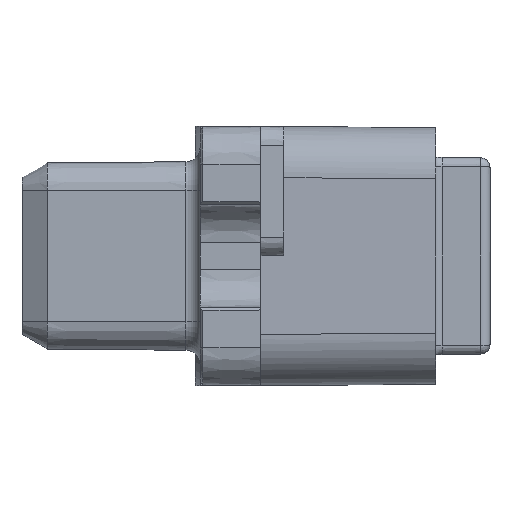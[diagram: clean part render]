
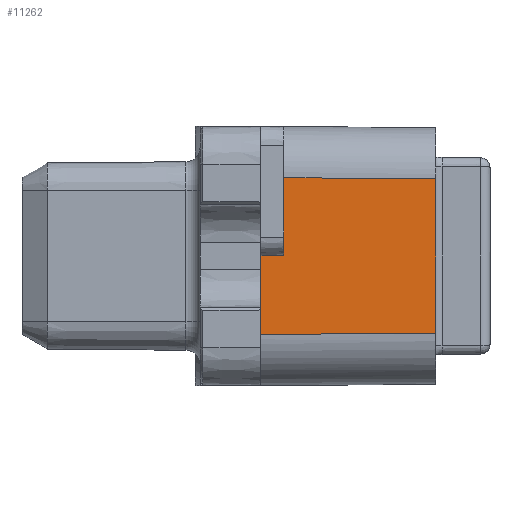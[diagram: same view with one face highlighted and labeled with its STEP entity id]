
A CAD part, left-side view. The second image highlights one B-rep face of the part: STEP entity #11262.
In plain terms, the highlighted planar face has unit normal (-1, -0.009, 0).
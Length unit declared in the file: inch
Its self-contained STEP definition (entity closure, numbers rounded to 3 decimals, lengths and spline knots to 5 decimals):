
#503 = LINE ( 'NONE', #31066, #22421 ) ;
#945 = VERTEX_POINT ( 'NONE', #16852 ) ;
#3077 = VERTEX_POINT ( 'NONE', #8716 ) ;
#4209 = CARTESIAN_POINT ( 'NONE',  ( -1.08419, -0.72913, -0.32006 ) ) ;
#4757 = VECTOR ( 'NONE', #39952, 39.37008 ) ;
#4968 = DIRECTION ( 'NONE',  ( 0., 0., -1. ) ) ;
#5966 = VECTOR ( 'NONE', #14727, 39.37008 ) ;
#7625 = ORIENTED_EDGE ( 'NONE', *, *, #25912, .F. ) ;
#7686 = DIRECTION ( 'NONE',  ( 0., 0., -1. ) ) ;
#8490 = CARTESIAN_POINT ( 'NONE',  ( -1.08969, -0.09843, 0.00344 ) ) ;
#8716 = CARTESIAN_POINT ( 'NONE',  ( -1.08419, -0.72913, 0.32006 ) ) ;
#9295 = ORIENTED_EDGE ( 'NONE', *, *, #16923, .T. ) ;
#10111 = DIRECTION ( 'NONE',  ( 0., 0., -1. ) ) ;
#10669 = VERTEX_POINT ( 'NONE', #8490 ) ;
#10873 = CARTESIAN_POINT ( 'NONE',  ( -1.09055, 0., 0. ) ) ;
#11262 = ADVANCED_FACE ( 'NONE', ( #44078 ), #37808, .T. ) ;
#11421 = ORIENTED_EDGE ( 'NONE', *, *, #13363, .T. ) ;
#11425 = LINE ( 'NONE', #30925, #35588 ) ;
#12947 = LINE ( 'NONE', #38958, #21000 ) ;
#13363 = EDGE_CURVE ( 'NONE', #10669, #23578, #34226, .T. ) ;
#13692 = AXIS2_PLACEMENT_3D ( 'NONE', #23724, #30422, #30736 ) ;
#14406 = ORIENTED_EDGE ( 'NONE', *, *, #17920, .T. ) ;
#14727 = DIRECTION ( 'NONE',  ( -0.009, 1., 0.009 ) ) ;
#15035 = EDGE_CURVE ( 'NONE', #23068, #10669, #503, .T. ) ;
#15077 = LINE ( 'NONE', #35888, #36576 ) ;
#16637 = VECTOR ( 'NONE', #33311, 39.37008 ) ;
#16852 = CARTESIAN_POINT ( 'NONE',  ( -1.09055, 0., -0.32643 ) ) ;
#16923 = EDGE_CURVE ( 'NONE', #20491, #23068, #12947, .T. ) ;
#17920 = EDGE_CURVE ( 'NONE', #3077, #20491, #22036, .T. ) ;
#18502 = EDGE_LOOP ( 'NONE', ( #9295, #36471, #11421, #39551, #25147, #7625, #14406 ) ) ;
#20491 = VERTEX_POINT ( 'NONE', #42001 ) ;
#21000 = VECTOR ( 'NONE', #4968, 39.37008 ) ;
#22036 = LINE ( 'NONE', #25066, #5966 ) ;
#22421 = VECTOR ( 'NONE', #7686, 39.37008 ) ;
#23068 = VERTEX_POINT ( 'NONE', #25574 ) ;
#23578 = VERTEX_POINT ( 'NONE', #10873 ) ;
#23724 = CARTESIAN_POINT ( 'NONE',  ( -1.09055, 0., 0.53937 ) ) ;
#25066 = CARTESIAN_POINT ( 'NONE',  ( -1.09057, 0.00186, 0.32644 ) ) ;
#25147 = ORIENTED_EDGE ( 'NONE', *, *, #27028, .T. ) ;
#25574 = CARTESIAN_POINT ( 'NONE',  ( -1.08969, -0.09843, 0.08218 ) ) ;
#25912 = EDGE_CURVE ( 'NONE', #3077, #31995, #11425, .T. ) ;
#26971 = CARTESIAN_POINT ( 'NONE',  ( -1.09055, 0., 0.53937 ) ) ;
#27028 = EDGE_CURVE ( 'NONE', #945, #31995, #15077, .T. ) ;
#29089 = DIRECTION ( 'NONE',  ( 0.009, -1., 0.009 ) ) ;
#30422 = DIRECTION ( 'NONE',  ( -1., -0.009, 0. ) ) ;
#30736 = DIRECTION ( 'NONE',  ( 0.009, -1., 0. ) ) ;
#30925 = CARTESIAN_POINT ( 'NONE',  ( -1.08419, -0.72913, 0.53937 ) ) ;
#31066 = CARTESIAN_POINT ( 'NONE',  ( -1.08969, -0.09843, 0.53937 ) ) ;
#31995 = VERTEX_POINT ( 'NONE', #4209 ) ;
#33311 = DIRECTION ( 'NONE',  ( 0., 0., -1. ) ) ;
#34226 = LINE ( 'NONE', #36527, #4757 ) ;
#35588 = VECTOR ( 'NONE', #10111, 39.37008 ) ;
#35888 = CARTESIAN_POINT ( 'NONE',  ( -1.09049, -0.00755, -0.32636 ) ) ;
#36471 = ORIENTED_EDGE ( 'NONE', *, *, #15035, .T. ) ;
#36527 = CARTESIAN_POINT ( 'NONE',  ( -1.09039, -0.01881, 0.00066 ) ) ;
#36576 = VECTOR ( 'NONE', #29089, 39.37008 ) ;
#37808 = PLANE ( 'NONE',  #13692 ) ;
#38543 = EDGE_CURVE ( 'NONE', #23578, #945, #42430, .T. ) ;
#38958 = CARTESIAN_POINT ( 'NONE',  ( -1.08969, -0.09843, 0.53937 ) ) ;
#39551 = ORIENTED_EDGE ( 'NONE', *, *, #38543, .T. ) ;
#39952 = DIRECTION ( 'NONE',  ( -0.009, 0.999, -0.035 ) ) ;
#42001 = CARTESIAN_POINT ( 'NONE',  ( -1.08969, -0.09843, 0.32557 ) ) ;
#42430 = LINE ( 'NONE', #26971, #16637 ) ;
#44078 = FACE_OUTER_BOUND ( 'NONE', #18502, .T. ) ;
